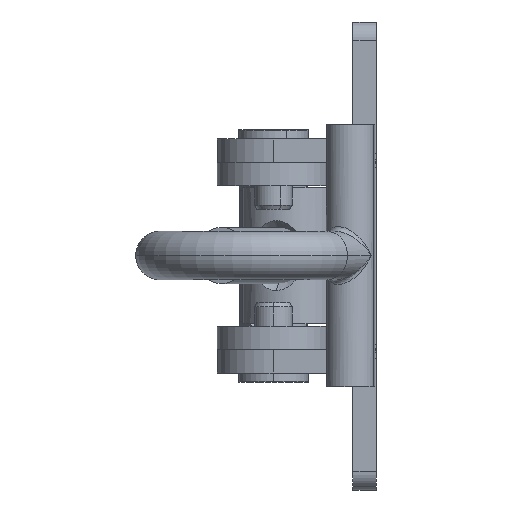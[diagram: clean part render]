
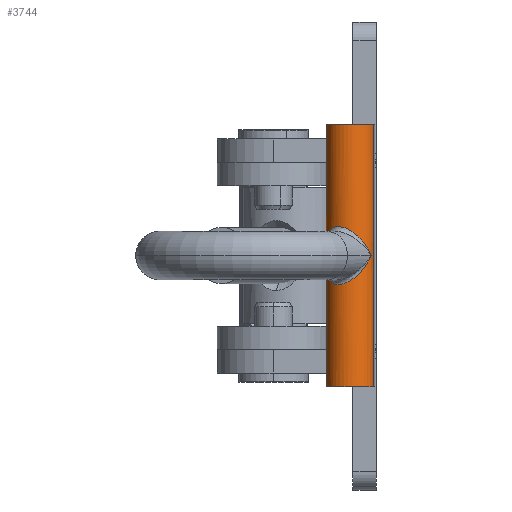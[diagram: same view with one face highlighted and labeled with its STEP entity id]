
A CAD part, left-side view. The second image highlights one B-rep face of the part: STEP entity #3744.
In plain terms, the highlighted cylindrical face has radius 2.59 mm (diameter 5.18 mm), a partial arc.
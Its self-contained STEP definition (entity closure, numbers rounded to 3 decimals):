
#146 = CARTESIAN_POINT ( 'NONE',  ( -22.737, 55.652, 14. ) ) ;
#221 = DIRECTION ( 'NONE',  ( -1., 0., 0. ) ) ;
#244 = ORIENTED_EDGE ( 'NONE', *, *, #2092, .F. ) ;
#311 = DIRECTION ( 'NONE',  ( 0., 0., -1. ) ) ;
#325 = CARTESIAN_POINT ( 'NONE',  ( -21.595, 60.257, -4.859 ) ) ;
#360 = CIRCLE ( 'NONE', #511, 2.59 ) ;
#371 = VECTOR ( 'NONE', #311, 1000. ) ;
#453 = CARTESIAN_POINT ( 'NONE',  ( -22.649, 56.323, 0. ) ) ;
#481 = ORIENTED_EDGE ( 'NONE', *, *, #2651, .T. ) ;
#511 = AXIS2_PLACEMENT_3D ( 'NONE', #3044, #1024, #3399 ) ;
#587 = LINE ( 'NONE', #146, #2259 ) ;
#665 = ORIENTED_EDGE ( 'NONE', *, *, #3002, .T. ) ;
#784 = VERTEX_POINT ( 'NONE', #2699 ) ;
#959 = VERTEX_POINT ( 'NONE', #3753 ) ;
#1006 = VERTEX_POINT ( 'NONE', #2236 ) ;
#1024 = DIRECTION ( 'NONE',  ( 0., 0., 1. ) ) ;
#1219 = CARTESIAN_POINT ( 'NONE',  ( -20.147, 55.652, 14. ) ) ;
#1335 = CARTESIAN_POINT ( 'NONE',  ( -17.557, 55.652, -0.8 ) ) ;
#1337 = CARTESIAN_POINT ( 'NONE',  ( -20.147, 55.652, -14. ) ) ;
#1558 = EDGE_CURVE ( 'NONE', #1006, #4305, #3795, .T. ) ;
#1620 = CARTESIAN_POINT ( 'NONE',  ( -22.737, 55.652, -14. ) ) ;
#1874 = VERTEX_POINT ( 'NONE', #3842 ) ;
#1898 = CARTESIAN_POINT ( 'NONE',  ( -22.649, 56.323, 0. ) ) ;
#2092 = EDGE_CURVE ( 'NONE', #1874, #2985, #587, .T. ) ;
#2139 = VERTEX_POINT ( 'NONE', #3034 ) ;
#2192 = FACE_OUTER_BOUND ( 'NONE', #3598, .T. ) ;
#2201 = ORIENTED_EDGE ( 'NONE', *, *, #3419, .T. ) ;
#2236 = CARTESIAN_POINT ( 'NONE',  ( -17.557, 55.652, 0.8 ) ) ;
#2259 = VECTOR ( 'NONE', #3939, 1000. ) ;
#2355 = VECTOR ( 'NONE', #3203, 1000. ) ;
#2514 = CARTESIAN_POINT ( 'NONE',  ( -17.557, 59.725, 5.493 ) ) ;
#2548 = AXIS2_PLACEMENT_3D ( 'NONE', #1337, #3658, #2873 ) ;
#2651 = EDGE_CURVE ( 'NONE', #2139, #2985, #3772, .T. ) ;
#2699 = CARTESIAN_POINT ( 'NONE',  ( -17.557, 55.652, -0.8 ) ) ;
#2828 = ORIENTED_EDGE ( 'NONE', *, *, #4036, .F. ) ;
#2873 = DIRECTION ( 'NONE',  ( 1., 0., 0. ) ) ;
#2985 = VERTEX_POINT ( 'NONE', #1620 ) ;
#3002 = EDGE_CURVE ( 'NONE', #959, #1006, #3053, .T. ) ;
#3015 = CARTESIAN_POINT ( 'NONE',  ( -22.649, 56.323, 0. ) ) ;
#3034 = CARTESIAN_POINT ( 'NONE',  ( -17.557, 55.652, -14. ) ) ;
#3044 = CARTESIAN_POINT ( 'NONE',  ( -20.147, 55.652, 14. ) ) ;
#3053 = LINE ( 'NONE', #3692, #371 ) ;
#3203 = DIRECTION ( 'NONE',  ( 0., 0., -1. ) ) ;
#3245 = DIRECTION ( 'NONE',  ( 0., 0., -1. ) ) ;
#3264 = LINE ( 'NONE', #3912, #2355 ) ;
#3364 = CARTESIAN_POINT ( 'NONE',  ( -17.557, 59.725, -5.493 ) ) ;
#3399 = DIRECTION ( 'NONE',  ( 1., 0., 0. ) ) ;
#3402 = ORIENTED_EDGE ( 'NONE', *, *, #1558, .T. ) ;
#3419 = EDGE_CURVE ( 'NONE', #784, #2139, #3264, .T. ) ;
#3493 = CARTESIAN_POINT ( 'NONE',  ( -17.557, 55.652, 0.8 ) ) ;
#3598 = EDGE_LOOP ( 'NONE', ( #2828, #665, #3402, #4105, #2201, #481, #244 ) ) ;
#3658 = DIRECTION ( 'NONE',  ( 0., 0., 1. ) ) ;
#3692 = CARTESIAN_POINT ( 'NONE',  ( -17.557, 55.652, 14. ) ) ;
#3744 = ADVANCED_FACE ( 'NONE', ( #2192 ), #3813, .T. ) ;
#3753 = CARTESIAN_POINT ( 'NONE',  ( -17.557, 55.652, 14. ) ) ;
#3772 = CIRCLE ( 'NONE', #2548, 2.59 ) ;
#3795 =( BOUNDED_CURVE ( )  B_SPLINE_CURVE ( 3, ( #3493, #2514, #4079, #1898 ),
 .UNSPECIFIED., .F., .F. ) 
 B_SPLINE_CURVE_WITH_KNOTS ( ( 4, 4 ),
 ( 1.833, 4.712 ),
 .UNSPECIFIED. ) 
 CURVE ( )  GEOMETRIC_REPRESENTATION_ITEM ( )  RATIONAL_B_SPLINE_CURVE ( ( 1., 0.42, 0.42, 1. ) ) 
 REPRESENTATION_ITEM ( '' )  );
#3813 = CYLINDRICAL_SURFACE ( 'NONE', #4017, 2.59 ) ;
#3842 = CARTESIAN_POINT ( 'NONE',  ( -22.737, 55.652, 14. ) ) ;
#3912 = CARTESIAN_POINT ( 'NONE',  ( -17.557, 55.652, 14. ) ) ;
#3939 = DIRECTION ( 'NONE',  ( 0., 0., -1. ) ) ;
#3968 = EDGE_CURVE ( 'NONE', #4305, #784, #4316, .T. ) ;
#4017 = AXIS2_PLACEMENT_3D ( 'NONE', #1219, #3245, #221 ) ;
#4036 = EDGE_CURVE ( 'NONE', #959, #1874, #360, .T. ) ;
#4079 = CARTESIAN_POINT ( 'NONE',  ( -21.595, 60.257, 4.859 ) ) ;
#4105 = ORIENTED_EDGE ( 'NONE', *, *, #3968, .T. ) ;
#4305 = VERTEX_POINT ( 'NONE', #453 ) ;
#4316 =( BOUNDED_CURVE ( )  B_SPLINE_CURVE ( 3, ( #3015, #325, #3364, #1335 ),
 .UNSPECIFIED., .F., .T. ) 
 B_SPLINE_CURVE_WITH_KNOTS ( ( 4, 4 ),
 ( 1.571, 4.451 ),
 .UNSPECIFIED. ) 
 CURVE ( )  GEOMETRIC_REPRESENTATION_ITEM ( )  RATIONAL_B_SPLINE_CURVE ( ( 1., 0.42, 0.42, 1. ) ) 
 REPRESENTATION_ITEM ( '' )  );
